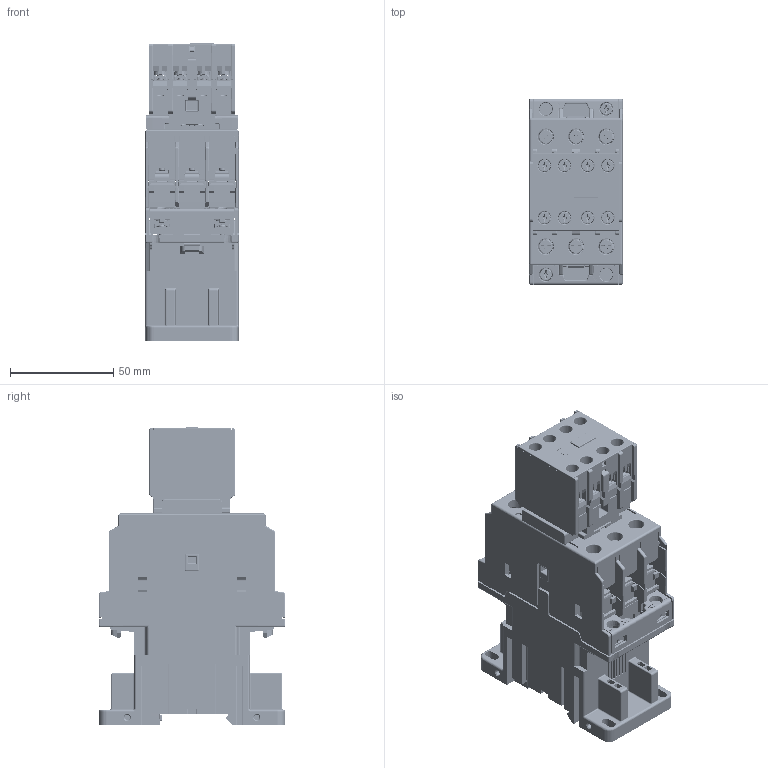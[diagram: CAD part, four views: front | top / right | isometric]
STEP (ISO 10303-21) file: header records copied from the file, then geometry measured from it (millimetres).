
FILE_DESCRIPTION(/* description */ (''),/* implementation_level */ '2;1');
FILE_NAME(/* name */ 'FILE_STP_CAD_DRAWING_3D_BFS26-38DC_prt.stp',/* time_stamp */ '2024-07-19T08:45:45+02:00',/* author */ (''),/* organization */ (''),/* preprocessor_version */ 'ST-DEVELOPER v16.7',/* originating_system */ 'SIEMENS PLM Software NX 12.0',/* authorisation */ '');
FILE_SCHEMA (('AUTOMOTIVE_DESIGN { 1 0 10303 214 3 1 1 1 }'));
Products named in the file (1): 3D_BFS26-38DC
Bounding box: 45 x 90 x 144.1 mm (x, y, z)
Surface area: 108326.5 mm2 (no closed solid volume)
Topology: 0 solids, 179 shells, 5552 faces, 21308 edges, 15514 vertices
Faces by surface type: plane 3050, cylinder 1840, bspline 214, torus 191, cone 129, sphere 125, extrusion 3
Full cylindrical faces by diameter (mm): 2 x1, 2.2 x8, 2.3 x8, 2.4 x4, 2.459 x4, 2.5 x8, 2.85 x4, 3 x22, 3.04 x8, 3.48 x4, 3.5 x4, 3.8 x4, 4.2 x4, 6.2 x8, 7.5 x6
Entity records: 231575 total; most frequent: CARTESIAN_POINT 54734, DIRECTION 36229, ORIENTED_EDGE 32990, EDGE_CURVE 20926, VERTEX_POINT 15448, VECTOR 14421, LINE 14418, AXIS2_PLACEMENT_3D 10904
